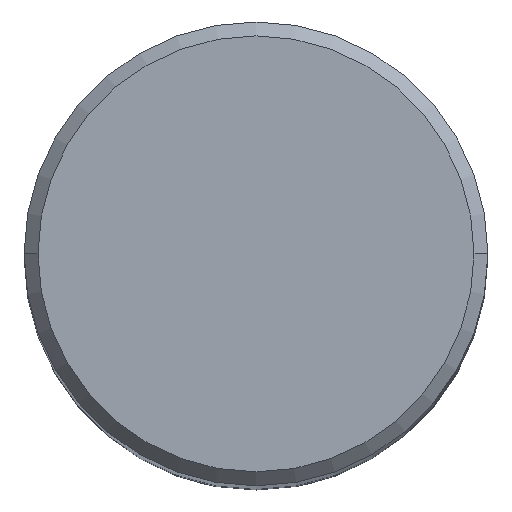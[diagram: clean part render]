
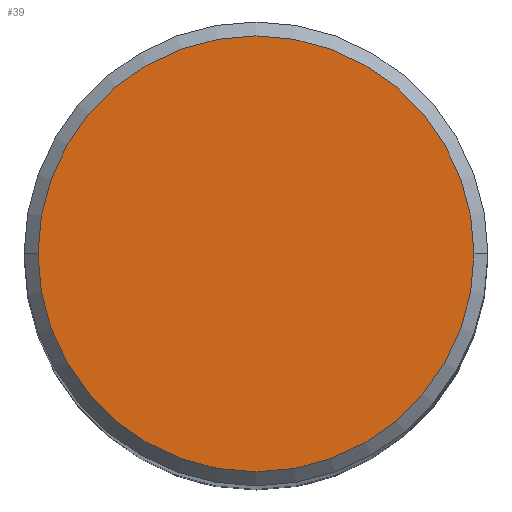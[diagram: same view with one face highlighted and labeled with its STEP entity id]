
A CAD part, top view. The second image highlights one B-rep face of the part: STEP entity #39.
In plain terms, the highlighted planar face has unit normal (0, 0, 1).
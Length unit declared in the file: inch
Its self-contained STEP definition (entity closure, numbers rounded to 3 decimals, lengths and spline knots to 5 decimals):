
#15 = DIRECTION ( 'NONE',  ( 1., 0., 0. ) ) ;
#19 = DIRECTION ( 'NONE',  ( 0., 0., 1. ) ) ;
#39 = ADVANCED_FACE ( 'NONE', ( #181 ), #261, .T. ) ;
#56 = AXIS2_PLACEMENT_3D ( 'NONE', #88, #111, #182 ) ;
#81 = EDGE_LOOP ( 'NONE', ( #312, #287 ) ) ;
#88 = CARTESIAN_POINT ( 'NONE',  ( 0., 0., 3. ) ) ;
#93 = CARTESIAN_POINT ( 'NONE',  ( 0., 0., 3. ) ) ;
#94 = CARTESIAN_POINT ( 'NONE',  ( 0., 0., 3. ) ) ;
#111 = DIRECTION ( 'NONE',  ( 0., 0., 1. ) ) ;
#114 = CIRCLE ( 'NONE', #204, 0.235 ) ;
#118 = CARTESIAN_POINT ( 'NONE',  ( 0.235, 0., 3. ) ) ;
#125 = VERTEX_POINT ( 'NONE', #318 ) ;
#126 = EDGE_CURVE ( 'NONE', #215, #125, #254, .T. ) ;
#143 = EDGE_CURVE ( 'NONE', #125, #215, #114, .T. ) ;
#150 = AXIS2_PLACEMENT_3D ( 'NONE', #94, #19, #247 ) ;
#181 = FACE_OUTER_BOUND ( 'NONE', #81, .T. ) ;
#182 = DIRECTION ( 'NONE',  ( 1., 0., 0. ) ) ;
#204 = AXIS2_PLACEMENT_3D ( 'NONE', #93, #221, #15 ) ;
#215 = VERTEX_POINT ( 'NONE', #118 ) ;
#221 = DIRECTION ( 'NONE',  ( 0., 0., 1. ) ) ;
#247 = DIRECTION ( 'NONE',  ( 1., 0., 0. ) ) ;
#254 = CIRCLE ( 'NONE', #150, 0.235 ) ;
#261 = PLANE ( 'NONE',  #56 ) ;
#287 = ORIENTED_EDGE ( 'NONE', *, *, #126, .T. ) ;
#312 = ORIENTED_EDGE ( 'NONE', *, *, #143, .T. ) ;
#318 = CARTESIAN_POINT ( 'NONE',  ( -0.235, 0., 3. ) ) ;
